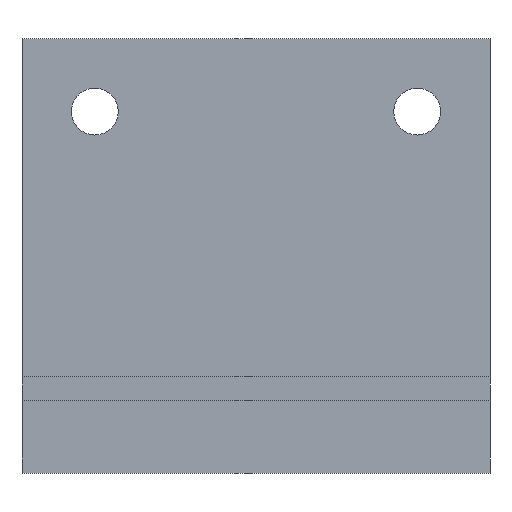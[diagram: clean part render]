
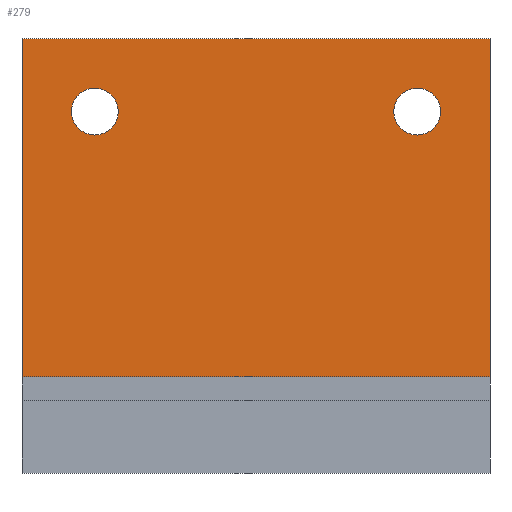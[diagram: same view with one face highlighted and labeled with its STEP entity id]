
A CAD part, left-side view. The second image highlights one B-rep face of the part: STEP entity #279.
In plain terms, the highlighted planar face has unit normal (-1, 0, 0).
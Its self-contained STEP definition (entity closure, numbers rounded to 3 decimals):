
#15=FACE_BOUND('',#62,.T.);
#16=FACE_BOUND('',#63,.T.);
#29=PLANE('',#321);
#45=FACE_OUTER_BOUND('',#61,.T.);
#61=EDGE_LOOP('',(#243,#244,#245,#246));
#62=EDGE_LOOP('',(#247));
#63=EDGE_LOOP('',(#248));
#73=LINE('',#425,#103);
#91=LINE('',#461,#121);
#94=LINE('',#467,#124);
#95=LINE('',#468,#125);
#103=VECTOR('',#349,10.);
#121=VECTOR('',#385,10.);
#124=VECTOR('',#390,10.);
#125=VECTOR('',#391,10.);
#131=CIRCLE('',#306,2.25);
#134=CIRCLE('',#310,2.25);
#137=VERTEX_POINT('',#407);
#140=VERTEX_POINT('',#415);
#143=VERTEX_POINT('',#422);
#144=VERTEX_POINT('',#424);
#153=VERTEX_POINT('',#460);
#155=VERTEX_POINT('',#466);
#160=EDGE_CURVE('',#137,#137,#131,.T.);
#164=EDGE_CURVE('',#140,#140,#134,.T.);
#167=EDGE_CURVE('',#144,#143,#73,.T.);
#185=EDGE_CURVE('',#153,#144,#91,.T.);
#188=EDGE_CURVE('',#143,#155,#94,.T.);
#189=EDGE_CURVE('',#155,#153,#95,.T.);
#243=ORIENTED_EDGE('',*,*,#167,.T.);
#244=ORIENTED_EDGE('',*,*,#188,.T.);
#245=ORIENTED_EDGE('',*,*,#189,.T.);
#246=ORIENTED_EDGE('',*,*,#185,.T.);
#247=ORIENTED_EDGE('',*,*,#160,.T.);
#248=ORIENTED_EDGE('',*,*,#164,.T.);
#279=ADVANCED_FACE('',(#45,#15,#16),#29,.F.);
#306=AXIS2_PLACEMENT_3D('',#409,#334,#335);
#310=AXIS2_PLACEMENT_3D('',#417,#343,#344);
#321=AXIS2_PLACEMENT_3D('',#465,#388,#389);
#334=DIRECTION('center_axis',(1.,0.,0.));
#335=DIRECTION('ref_axis',(0.,0.,-1.));
#343=DIRECTION('center_axis',(1.,0.,0.));
#344=DIRECTION('ref_axis',(0.,0.,-1.));
#349=DIRECTION('',(0.,-1.,0.));
#385=DIRECTION('',(0.,0.,-1.));
#388=DIRECTION('center_axis',(1.,0.,0.));
#389=DIRECTION('ref_axis',(0.,-1.,0.));
#390=DIRECTION('',(0.,0.,1.));
#391=DIRECTION('',(0.,1.,0.));
#407=CARTESIAN_POINT('',(0.,38.,-4.75));
#409=CARTESIAN_POINT('Origin',(0.,38.,-7.));
#415=CARTESIAN_POINT('',(0.,7.,-4.75));
#417=CARTESIAN_POINT('Origin',(0.,7.,-7.));
#422=CARTESIAN_POINT('',(0.,0.,-32.5));
#424=CARTESIAN_POINT('',(0.,45.,-32.5));
#425=CARTESIAN_POINT('',(0.,33.75,-32.5));
#460=CARTESIAN_POINT('',(0.,45.,0.));
#461=CARTESIAN_POINT('',(0.,45.,0.));
#465=CARTESIAN_POINT('Origin',(0.,22.5,-17.25));
#466=CARTESIAN_POINT('',(0.,0.,0.));
#467=CARTESIAN_POINT('',(0.,0.,-34.5));
#468=CARTESIAN_POINT('',(0.,0.,0.));
